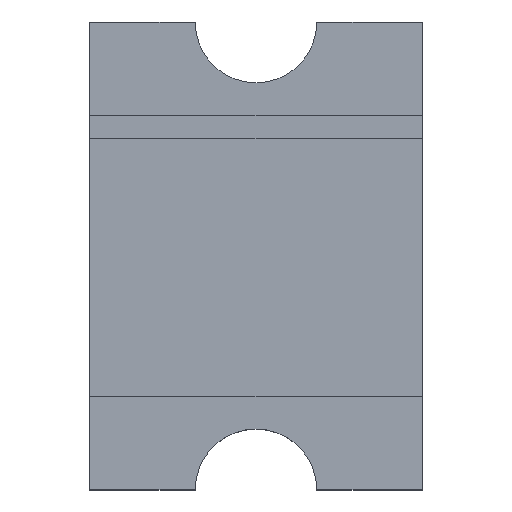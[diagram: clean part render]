
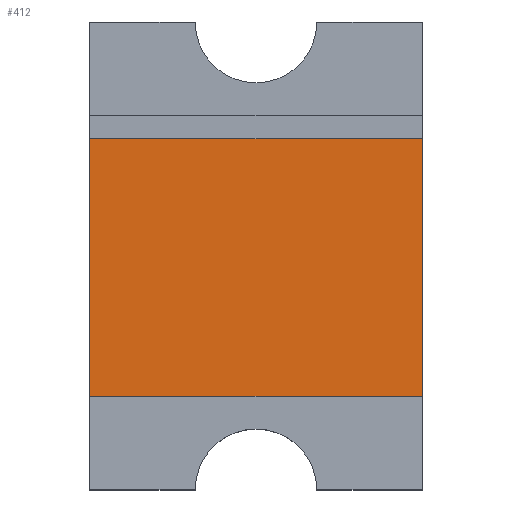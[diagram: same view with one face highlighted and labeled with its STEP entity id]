
A CAD part, top view. The second image highlights one B-rep face of the part: STEP entity #412.
In plain terms, the highlighted planar face has unit normal (0, 0, 1).
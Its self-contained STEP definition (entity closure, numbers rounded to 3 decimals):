
#37=FACE_OUTER_BOUND('',#57,.T.);
#57=EDGE_LOOP('',(#312,#313,#314,#315));
#64=LINE('',#568,#114);
#84=LINE('',#610,#134);
#104=LINE('',#654,#154);
#105=LINE('',#655,#155);
#114=VECTOR('',#465,10.);
#134=VECTOR('',#497,1000.);
#154=VECTOR('',#537,1000.);
#155=VECTOR('',#538,1000.);
#164=VERTEX_POINT('',#566);
#165=VERTEX_POINT('',#567);
#180=VERTEX_POINT('',#608);
#181=VERTEX_POINT('',#609);
#200=EDGE_CURVE('',#164,#165,#64,.T.);
#220=EDGE_CURVE('',#180,#181,#84,.T.);
#243=EDGE_CURVE('',#180,#165,#104,.T.);
#244=EDGE_CURVE('',#181,#164,#105,.T.);
#312=ORIENTED_EDGE('',*,*,#200,.T.);
#313=ORIENTED_EDGE('',*,*,#243,.F.);
#314=ORIENTED_EDGE('',*,*,#220,.T.);
#315=ORIENTED_EDGE('',*,*,#244,.T.);
#374=PLANE('',#450);
#412=ADVANCED_FACE('',(#37),#374,.F.);
#450=AXIS2_PLACEMENT_3D('',#653,#535,#536);
#465=DIRECTION('',(-1.,0.,0.));
#497=DIRECTION('',(1.,0.,0.));
#535=DIRECTION('center_axis',(0.,0.,
-1.));
#536=DIRECTION('ref_axis',(0.,-1.,0.));
#537=DIRECTION('',(0.,1.,0.));
#538=DIRECTION('',(0.,1.,0.));
#566=CARTESIAN_POINT('',(1.6,1.125,0.75));
#567=CARTESIAN_POINT('',(-1.6,1.125,0.75));
#568=CARTESIAN_POINT('',(0.,1.125,0.75));
#608=CARTESIAN_POINT('',(-1.6,-1.35,0.75));
#609=CARTESIAN_POINT('',(1.6,-1.35,0.75));
#610=CARTESIAN_POINT('',(-1.6,-1.35,0.75));
#653=CARTESIAN_POINT('Origin',(-1.6,1.35,0.75));
#654=CARTESIAN_POINT('',(-1.6,1.35,0.75));
#655=CARTESIAN_POINT('',(1.6,1.35,0.75));
